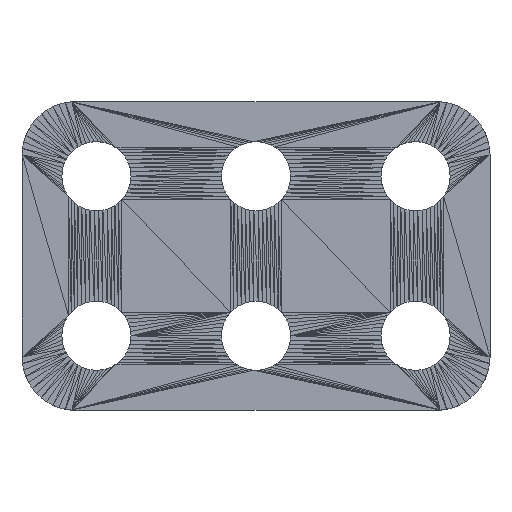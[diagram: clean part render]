
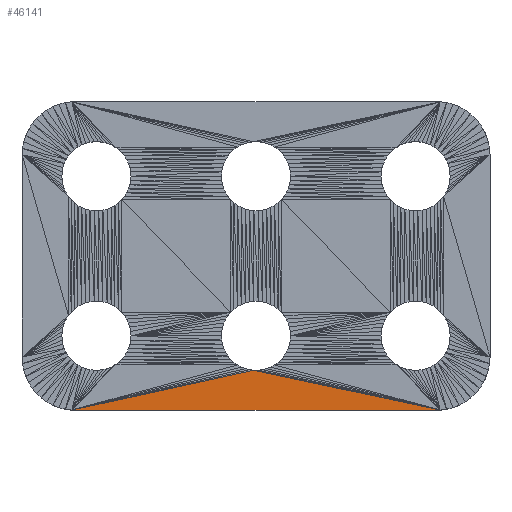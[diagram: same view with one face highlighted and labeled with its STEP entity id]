
A CAD part, top view. The second image highlights one B-rep face of the part: STEP entity #46141.
In plain terms, the highlighted planar face has unit normal (0, 0, 1).
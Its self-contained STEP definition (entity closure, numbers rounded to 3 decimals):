
#31848 = VERTEX_POINT('',#31849);
#31849 = CARTESIAN_POINT('',(-0.204,-10.744,3.));
#31889 = PLANE('',#31890);
#31890 = AXIS2_PLACEMENT_3D('',#31891,#31892,#31893);
#31891 = CARTESIAN_POINT('',(8.557,-12.596,3.));
#31892 = DIRECTION('',(0.,0.,1.));
#31893 = DIRECTION('',(1.,0.,-0.));
#32353 = PLANE('',#32354);
#32354 = AXIS2_PLACEMENT_3D('',#32355,#32356,#32357);
#32355 = CARTESIAN_POINT('',(-8.761,-12.582,3.));
#32356 = DIRECTION('',(0.,0.,1.));
#32357 = DIRECTION('',(0.,1.,0.));
#44549 = VERTEX_POINT('',#44550);
#44550 = CARTESIAN_POINT('',(17.314,-14.49,3.));
#45385 = EDGE_CURVE('',#31848,#44549,#45386,.T.);
#45386 = SURFACE_CURVE('',#45387,(#45391,#45398),.PCURVE_S1.);
#45387 = LINE('',#45388,#45389);
#45388 = CARTESIAN_POINT('',(-0.204,-10.744,3.));
#45389 = VECTOR('',#45390,1.);
#45390 = DIRECTION('',(0.978,-0.209,0.));
#45391 = PCURVE('',#31889,#45392);
#45392 = DEFINITIONAL_REPRESENTATION('',(#45393),#45397);
#45393 = LINE('',#45394,#45395);
#45394 = CARTESIAN_POINT('',(-8.761,1.852));
#45395 = VECTOR('',#45396,1.);
#45396 = DIRECTION('',(0.978,-0.209));
#45397 = ( GEOMETRIC_REPRESENTATION_CONTEXT(2) 
PARAMETRIC_REPRESENTATION_CONTEXT() REPRESENTATION_CONTEXT('2D SPACE',''
  ) );
#45398 = PCURVE('',#45399,#45404);
#45399 = PLANE('',#45400);
#45400 = AXIS2_PLACEMENT_3D('',#45401,#45402,#45403);
#45401 = CARTESIAN_POINT('',(-0.002,-13.543,3.));
#45402 = DIRECTION('',(0.,0.,1.));
#45403 = DIRECTION('',(0.,1.,0.));
#45404 = DEFINITIONAL_REPRESENTATION('',(#45405),#45409);
#45405 = LINE('',#45406,#45407);
#45406 = CARTESIAN_POINT('',(2.799,0.202));
#45407 = VECTOR('',#45408,1.);
#45408 = DIRECTION('',(-0.209,-0.978));
#45409 = ( GEOMETRIC_REPRESENTATION_CONTEXT(2) 
PARAMETRIC_REPRESENTATION_CONTEXT() REPRESENTATION_CONTEXT('2D SPACE',''
  ) );
#45416 = EDGE_CURVE('',#45417,#31848,#45419,.T.);
#45417 = VERTEX_POINT('',#45418);
#45418 = CARTESIAN_POINT('',(-17.314,-14.49,3.));
#45419 = SURFACE_CURVE('',#45420,(#45424,#45431),.PCURVE_S1.);
#45420 = LINE('',#45421,#45422);
#45421 = CARTESIAN_POINT('',(-17.314,-14.49,3.));
#45422 = VECTOR('',#45423,1.);
#45423 = DIRECTION('',(0.977,0.214,0.));
#45424 = PCURVE('',#32353,#45425);
#45425 = DEFINITIONAL_REPRESENTATION('',(#45426),#45430);
#45426 = LINE('',#45427,#45428);
#45427 = CARTESIAN_POINT('',(-1.908,8.553));
#45428 = VECTOR('',#45429,1.);
#45429 = DIRECTION('',(0.214,-0.977));
#45430 = ( GEOMETRIC_REPRESENTATION_CONTEXT(2) 
PARAMETRIC_REPRESENTATION_CONTEXT() REPRESENTATION_CONTEXT('2D SPACE',''
  ) );
#45431 = PCURVE('',#45399,#45432);
#45432 = DEFINITIONAL_REPRESENTATION('',(#45433),#45437);
#45433 = LINE('',#45434,#45435);
#45434 = CARTESIAN_POINT('',(-0.947,17.312));
#45435 = VECTOR('',#45436,1.);
#45436 = DIRECTION('',(0.214,-0.977));
#45437 = ( GEOMETRIC_REPRESENTATION_CONTEXT(2) 
PARAMETRIC_REPRESENTATION_CONTEXT() REPRESENTATION_CONTEXT('2D SPACE',''
  ) );
#46141 = ADVANCED_FACE('',(#46142),#45399,.T.);
#46142 = FACE_BOUND('',#46143,.T.);
#46143 = EDGE_LOOP('',(#46144,#46145,#46171));
#46144 = ORIENTED_EDGE('',*,*,#45416,.F.);
#46145 = ORIENTED_EDGE('',*,*,#46146,.T.);
#46146 = EDGE_CURVE('',#45417,#44549,#46147,.T.);
#46147 = SURFACE_CURVE('',#46148,(#46152,#46159),.PCURVE_S1.);
#46148 = LINE('',#46149,#46150);
#46149 = CARTESIAN_POINT('',(-17.314,-14.49,3.));
#46150 = VECTOR('',#46151,1.);
#46151 = DIRECTION('',(1.,0.,0.));
#46152 = PCURVE('',#45399,#46153);
#46153 = DEFINITIONAL_REPRESENTATION('',(#46154),#46158);
#46154 = LINE('',#46155,#46156);
#46155 = CARTESIAN_POINT('',(-0.947,17.312));
#46156 = VECTOR('',#46157,1.);
#46157 = DIRECTION('',(0.,-1.));
#46158 = ( GEOMETRIC_REPRESENTATION_CONTEXT(2) 
PARAMETRIC_REPRESENTATION_CONTEXT() REPRESENTATION_CONTEXT('2D SPACE',''
  ) );
#46159 = PCURVE('',#46160,#46165);
#46160 = PLANE('',#46161);
#46161 = AXIS2_PLACEMENT_3D('',#46162,#46163,#46164);
#46162 = CARTESIAN_POINT('',(-0.718,-14.49,
    2.218));
#46163 = DIRECTION('',(0.,-1.,0.));
#46164 = DIRECTION('',(0.,0.,-1.));
#46165 = DEFINITIONAL_REPRESENTATION('',(#46166),#46170);
#46166 = LINE('',#46167,#46168);
#46167 = CARTESIAN_POINT('',(-0.782,-16.596));
#46168 = VECTOR('',#46169,1.);
#46169 = DIRECTION('',(0.,1.));
#46170 = ( GEOMETRIC_REPRESENTATION_CONTEXT(2) 
PARAMETRIC_REPRESENTATION_CONTEXT() REPRESENTATION_CONTEXT('2D SPACE',''
  ) );
#46171 = ORIENTED_EDGE('',*,*,#45385,.F.);
